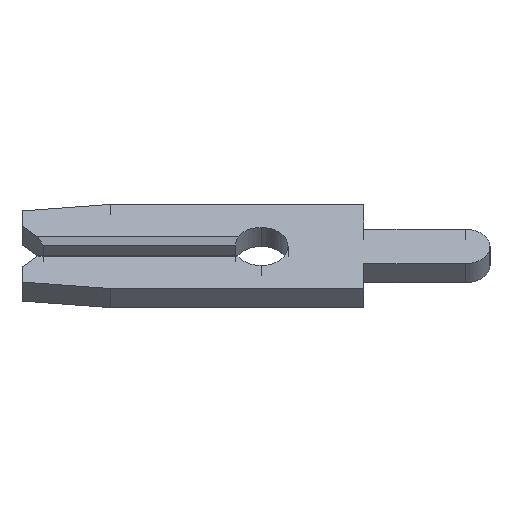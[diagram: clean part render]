
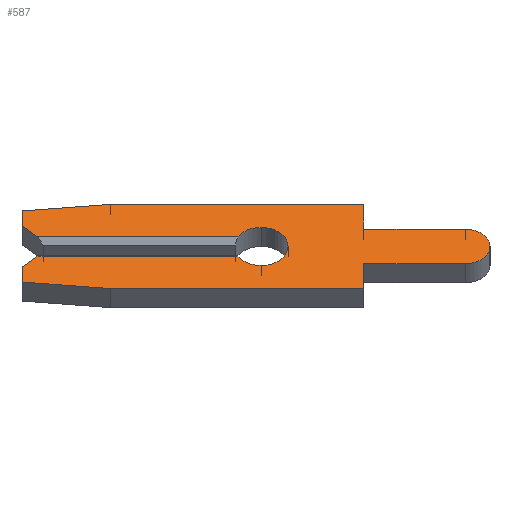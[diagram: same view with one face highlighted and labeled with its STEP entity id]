
A CAD part, left-side view. The second image highlights one B-rep face of the part: STEP entity #587.
In plain terms, the highlighted face is planar.
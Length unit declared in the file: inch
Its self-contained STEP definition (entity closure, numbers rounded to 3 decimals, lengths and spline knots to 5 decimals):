
#17 = CARTESIAN_POINT ( 'NONE',  ( -0.013, 0.231, 0.04857 ) ) ;
#20 = VERTEX_POINT ( 'NONE', #590 ) ;
#27 = DIRECTION ( 'NONE',  ( 0., 0., 1. ) ) ;
#37 = VERTEX_POINT ( 'NONE', #1135 ) ;
#44 = ORIENTED_EDGE ( 'NONE', *, *, #939, .F. ) ;
#46 = VERTEX_POINT ( 'NONE', #303 ) ;
#57 = EDGE_CURVE ( 'NONE', #295, #1154, #175, .T. ) ;
#63 = LINE ( 'NONE', #519, #1191 ) ;
#86 = EDGE_CURVE ( 'NONE', #812, #667, #492, .T. ) ;
#87 = LINE ( 'NONE', #1251, #1096 ) ;
#98 = DIRECTION ( 'NONE',  ( 1., 0., 0. ) ) ;
#105 = CARTESIAN_POINT ( 'NONE',  ( -0.013, -0.1975, 0. ) ) ;
#108 = CARTESIAN_POINT ( 'NONE',  ( -0.013, 0., -0.013 ) ) ;
#115 = VERTEX_POINT ( 'NONE', #448 ) ;
#120 = CARTESIAN_POINT ( 'NONE',  ( -0.013, -0.099, 0.0575 ) ) ;
#121 = EDGE_CURVE ( 'NONE', #1053, #617, #234, .T. ) ;
#170 = LINE ( 'NONE', #537, #763 ) ;
#175 = LINE ( 'NONE', #582, #1739 ) ;
#187 = CARTESIAN_POINT ( 'NONE',  ( -0.013, 0., 0. ) ) ;
#192 = ORIENTED_EDGE ( 'NONE', *, *, #1224, .F. ) ;
#193 = EDGE_LOOP ( 'NONE', ( #1373, #873, #1706, #1575, #913, #890, #192, #396, #1639, #44, #356, #889, #1057, #196, #919, #871, #573, #940 ) ) ;
#196 = ORIENTED_EDGE ( 'NONE', *, *, #811, .F. ) ;
#220 = DIRECTION ( 'NONE',  ( 1., 0., 0. ) ) ;
#226 = LINE ( 'NONE', #1530, #1499 ) ;
#234 = CIRCLE ( 'NONE', #901, 0.026 ) ;
#247 = VECTOR ( 'NONE', #618, 39.37008 ) ;
#252 = DIRECTION ( 'NONE',  ( 0., 0.707, 0.707 ) ) ;
#286 = DIRECTION ( 'NONE',  ( 0., 0.995, 0.105 ) ) ;
#295 = VERTEX_POINT ( 'NONE', #333 ) ;
#296 = CARTESIAN_POINT ( 'NONE',  ( -0.013, -0.1975, -0.0235 ) ) ;
#303 = CARTESIAN_POINT ( 'NONE',  ( -0.013, -0.099, -0.0235 ) ) ;
#315 = LINE ( 'NONE', #988, #745 ) ;
#333 = CARTESIAN_POINT ( 'NONE',  ( -0.013, 0.216, 0.013 ) ) ;
#348 = DIRECTION ( 'NONE',  ( -1., 0., 0. ) ) ;
#356 = ORIENTED_EDGE ( 'NONE', *, *, #1738, .F. ) ;
#396 = ORIENTED_EDGE ( 'NONE', *, *, #923, .F. ) ;
#401 = VERTEX_POINT ( 'NONE', #1440 ) ;
#448 = CARTESIAN_POINT ( 'NONE',  ( -0.013, 0., 0.026 ) ) ;
#461 = DIRECTION ( 'NONE',  ( -1., 0., 0. ) ) ;
#486 = VECTOR ( 'NONE', #938, 39.37008 ) ;
#491 = CARTESIAN_POINT ( 'NONE',  ( -0.013, 0., 0. ) ) ;
#492 = LINE ( 'NONE', #1433, #1016 ) ;
#503 = VERTEX_POINT ( 'NONE', #1284 ) ;
#505 = VECTOR ( 'NONE', #868, 39.37008 ) ;
#519 = CARTESIAN_POINT ( 'NONE',  ( -0.013, 0.146, -0.0575 ) ) ;
#537 = CARTESIAN_POINT ( 'NONE',  ( -0.013, -0.099, -0.0575 ) ) ;
#556 = EDGE_CURVE ( 'NONE', #949, #812, #1396, .T. ) ;
#559 = DIRECTION ( 'NONE',  ( 0., 0., -1. ) ) ;
#573 = ORIENTED_EDGE ( 'NONE', *, *, #979, .F. ) ;
#582 = CARTESIAN_POINT ( 'NONE',  ( -0.013, 0.231, 0.013 ) ) ;
#584 = EDGE_CURVE ( 'NONE', #37, #1053, #783, .T. ) ;
#587 = ADVANCED_FACE ( 'NONE', ( #846 ), #1737, .F. ) ;
#590 = CARTESIAN_POINT ( 'NONE',  ( -0.013, 0.146, -0.0575 ) ) ;
#605 = CARTESIAN_POINT ( 'NONE',  ( -0.013, 0.231, -0.028 ) ) ;
#617 = VERTEX_POINT ( 'NONE', #1643 ) ;
#618 = DIRECTION ( 'NONE',  ( 0., 1., 0. ) ) ;
#630 = DIRECTION ( 'NONE',  ( 0., -1., 0. ) ) ;
#667 = VERTEX_POINT ( 'NONE', #120 ) ;
#672 = CARTESIAN_POINT ( 'NONE',  ( -0.013, -0.099, 0.0575 ) ) ;
#697 = EDGE_CURVE ( 'NONE', #1095, #20, #63, .T. ) ;
#698 = CARTESIAN_POINT ( 'NONE',  ( -0.013, 0.02252, -0.013 ) ) ;
#742 = EDGE_CURVE ( 'NONE', #295, #401, #1262, .T. ) ;
#745 = VECTOR ( 'NONE', #1381, 39.37008 ) ;
#750 = VERTEX_POINT ( 'NONE', #1500 ) ;
#760 = CARTESIAN_POINT ( 'NONE',  ( -0.013, -0.099, -0.0235 ) ) ;
#763 = VECTOR ( 'NONE', #559, 39.37008 ) ;
#764 = EDGE_CURVE ( 'NONE', #750, #1569, #1149, .T. ) ;
#769 = CARTESIAN_POINT ( 'NONE',  ( -0.013, 0., 0. ) ) ;
#783 = LINE ( 'NONE', #108, #1368 ) ;
#784 = DIRECTION ( 'NONE',  ( 0., 0., 1. ) ) ;
#811 = EDGE_CURVE ( 'NONE', #667, #750, #1656, .T. ) ;
#812 = VERTEX_POINT ( 'NONE', #1618 ) ;
#835 = DIRECTION ( 'NONE',  ( 0., -0.707, 0.707 ) ) ;
#845 = DIRECTION ( 'NONE',  ( 0., -1., 0. ) ) ;
#846 = FACE_OUTER_BOUND ( 'NONE', #193, .T. ) ;
#868 = DIRECTION ( 'NONE',  ( 0., -0.995, 0.105 ) ) ;
#871 = ORIENTED_EDGE ( 'NONE', *, *, #556, .F. ) ;
#873 = ORIENTED_EDGE ( 'NONE', *, *, #1670, .F. ) ;
#878 = CARTESIAN_POINT ( 'NONE',  ( -0.013, -0.1975, 0.0235 ) ) ;
#888 = LINE ( 'NONE', #1687, #1547 ) ;
#889 = ORIENTED_EDGE ( 'NONE', *, *, #1769, .F. ) ;
#890 = ORIENTED_EDGE ( 'NONE', *, *, #954, .F. ) ;
#901 = AXIS2_PLACEMENT_3D ( 'NONE', #187, #1576, #1299 ) ;
#913 = ORIENTED_EDGE ( 'NONE', *, *, #584, .F. ) ;
#919 = ORIENTED_EDGE ( 'NONE', *, *, #86, .F. ) ;
#923 = EDGE_CURVE ( 'NONE', #20, #503, #87, .T. ) ;
#938 = DIRECTION ( 'NONE',  ( 0., -1., 0. ) ) ;
#939 = EDGE_CURVE ( 'NONE', #46, #1095, #170, .T. ) ;
#940 = ORIENTED_EDGE ( 'NONE', *, *, #742, .F. ) ;
#949 = VERTEX_POINT ( 'NONE', #17 ) ;
#954 = EDGE_CURVE ( 'NONE', #1688, #37, #226, .T. ) ;
#955 = CARTESIAN_POINT ( 'NONE',  ( -0.013, -0.099, 0.0235 ) ) ;
#979 = EDGE_CURVE ( 'NONE', #401, #949, #315, .T. ) ;
#983 = EDGE_CURVE ( 'NONE', #617, #115, #1261, .T. ) ;
#988 = CARTESIAN_POINT ( 'NONE',  ( -0.013, 0.231, 0.028 ) ) ;
#1005 = DIRECTION ( 'NONE',  ( 0., -1., 0. ) ) ;
#1016 = VECTOR ( 'NONE', #1005, 39.37008 ) ;
#1053 = VERTEX_POINT ( 'NONE', #698 ) ;
#1057 = ORIENTED_EDGE ( 'NONE', *, *, #764, .F. ) ;
#1068 = DIRECTION ( 'NONE',  ( 0., 0., -1. ) ) ;
#1081 = DIRECTION ( 'NONE',  ( 0., 1., 0. ) ) ;
#1086 = CARTESIAN_POINT ( 'NONE',  ( -0.013, 0.2105, 0.0075 ) ) ;
#1091 = CIRCLE ( 'NONE', #1169, 0.026 ) ;
#1095 = VERTEX_POINT ( 'NONE', #1693 ) ;
#1096 = VECTOR ( 'NONE', #286, 39.37008 ) ;
#1135 = CARTESIAN_POINT ( 'NONE',  ( -0.013, 0.216, -0.013 ) ) ;
#1136 = VERTEX_POINT ( 'NONE', #296 ) ;
#1149 = LINE ( 'NONE', #955, #486 ) ;
#1154 = VERTEX_POINT ( 'NONE', #1549 ) ;
#1169 = AXIS2_PLACEMENT_3D ( 'NONE', #1290, #461, #1446 ) ;
#1172 = LINE ( 'NONE', #760, #247 ) ;
#1191 = VECTOR ( 'NONE', #1081, 39.37008 ) ;
#1224 = EDGE_CURVE ( 'NONE', #503, #1688, #888, .T. ) ;
#1251 = CARTESIAN_POINT ( 'NONE',  ( -0.013, 0.231, -0.04857 ) ) ;
#1261 = CIRCLE ( 'NONE', #1353, 0.026 ) ;
#1262 = LINE ( 'NONE', #1086, #1571 ) ;
#1264 = AXIS2_PLACEMENT_3D ( 'NONE', #105, #98, #784 ) ;
#1284 = CARTESIAN_POINT ( 'NONE',  ( -0.013, 0.231, -0.04857 ) ) ;
#1290 = CARTESIAN_POINT ( 'NONE',  ( -0.013, 0., 0. ) ) ;
#1299 = DIRECTION ( 'NONE',  ( 0., 0., -1. ) ) ;
#1316 = DIRECTION ( 'NONE',  ( 0., 0., -1. ) ) ;
#1341 = CIRCLE ( 'NONE', #1264, 0.0235 ) ;
#1353 = AXIS2_PLACEMENT_3D ( 'NONE', #491, #348, #1603 ) ;
#1368 = VECTOR ( 'NONE', #630, 39.37008 ) ;
#1373 = ORIENTED_EDGE ( 'NONE', *, *, #57, .T. ) ;
#1381 = DIRECTION ( 'NONE',  ( 0., 0., 1. ) ) ;
#1396 = LINE ( 'NONE', #1425, #505 ) ;
#1425 = CARTESIAN_POINT ( 'NONE',  ( -0.013, 0.231, 0.04857 ) ) ;
#1433 = CARTESIAN_POINT ( 'NONE',  ( -0.013, 0.146, 0.0575 ) ) ;
#1440 = CARTESIAN_POINT ( 'NONE',  ( -0.013, 0.231, 0.028 ) ) ;
#1446 = DIRECTION ( 'NONE',  ( 0., 0., -1. ) ) ;
#1499 = VECTOR ( 'NONE', #835, 39.37008 ) ;
#1500 = CARTESIAN_POINT ( 'NONE',  ( -0.013, -0.099, 0.0235 ) ) ;
#1520 = AXIS2_PLACEMENT_3D ( 'NONE', #769, #220, #1316 ) ;
#1530 = CARTESIAN_POINT ( 'NONE',  ( -0.013, 0.2105, -0.0075 ) ) ;
#1547 = VECTOR ( 'NONE', #27, 39.37008 ) ;
#1549 = CARTESIAN_POINT ( 'NONE',  ( -0.013, 0.02252, 0.013 ) ) ;
#1569 = VERTEX_POINT ( 'NONE', #878 ) ;
#1571 = VECTOR ( 'NONE', #252, 39.37008 ) ;
#1575 = ORIENTED_EDGE ( 'NONE', *, *, #121, .F. ) ;
#1576 = DIRECTION ( 'NONE',  ( -1., 0., 0. ) ) ;
#1603 = DIRECTION ( 'NONE',  ( 0., 0., -1. ) ) ;
#1618 = CARTESIAN_POINT ( 'NONE',  ( -0.013, 0.146, 0.0575 ) ) ;
#1639 = ORIENTED_EDGE ( 'NONE', *, *, #697, .F. ) ;
#1643 = CARTESIAN_POINT ( 'NONE',  ( -0.013, 0., -0.026 ) ) ;
#1656 = LINE ( 'NONE', #672, #1703 ) ;
#1670 = EDGE_CURVE ( 'NONE', #115, #1154, #1091, .T. ) ;
#1687 = CARTESIAN_POINT ( 'NONE',  ( -0.013, 0.231, -0.028 ) ) ;
#1688 = VERTEX_POINT ( 'NONE', #605 ) ;
#1693 = CARTESIAN_POINT ( 'NONE',  ( -0.013, -0.099, -0.0575 ) ) ;
#1703 = VECTOR ( 'NONE', #1068, 39.37008 ) ;
#1706 = ORIENTED_EDGE ( 'NONE', *, *, #983, .F. ) ;
#1737 = PLANE ( 'NONE',  #1520 ) ;
#1738 = EDGE_CURVE ( 'NONE', #1136, #46, #1172, .T. ) ;
#1739 = VECTOR ( 'NONE', #845, 39.37008 ) ;
#1769 = EDGE_CURVE ( 'NONE', #1569, #1136, #1341, .T. ) ;
